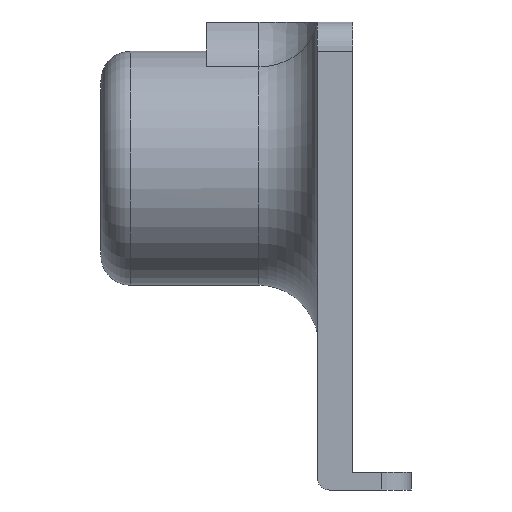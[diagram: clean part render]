
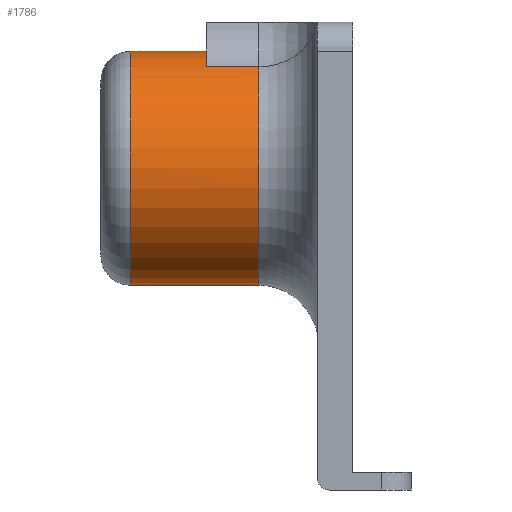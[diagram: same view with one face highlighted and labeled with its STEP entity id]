
A CAD part, left-side view. The second image highlights one B-rep face of the part: STEP entity #1786.
In plain terms, the highlighted cylindrical face has radius 20 mm (diameter 40 mm), a partial arc.
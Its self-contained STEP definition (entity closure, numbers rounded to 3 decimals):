
#49 = DIRECTION ( 'NONE',  ( 0., 1., 0. ) ) ;
#72 = CARTESIAN_POINT ( 'NONE',  ( 50., 6., -45. ) ) ;
#73 = CARTESIAN_POINT ( 'NONE',  ( 50., 6., -5. ) ) ;
#78 = DIRECTION ( 'NONE',  ( 0., 1., 0. ) ) ;
#134 = CARTESIAN_POINT ( 'NONE',  ( 50., 38., -25. ) ) ;
#135 = DIRECTION ( 'NONE',  ( 0., -1., 0. ) ) ;
#136 = DIRECTION ( 'NONE',  ( 0., 0., -1. ) ) ;
#146 = CARTESIAN_POINT ( 'NONE',  ( 50., 16., -25. ) ) ;
#147 = DIRECTION ( 'NONE',  ( 0., 1., 0. ) ) ;
#148 = DIRECTION ( 'NONE',  ( 0., 0., 1. ) ) ;
#298 = CARTESIAN_POINT ( 'NONE',  ( 50., 25., -25. ) ) ;
#299 = DIRECTION ( 'NONE',  ( 0., -1., 0. ) ) ;
#300 = DIRECTION ( 'NONE',  ( 0., 0., 1. ) ) ;
#338 = DIRECTION ( 'NONE',  ( 0., 1., 0. ) ) ;
#339 = CARTESIAN_POINT ( 'NONE',  ( 40.034, 6., -7.66 ) ) ;
#415 = AXIS2_PLACEMENT_3D ( 'NONE', #685, #667, #672 ) ;
#466 = CIRCLE ( 'NONE', #915, 20. ) ;
#480 = CIRCLE ( 'NONE', #1058, 20. ) ;
#488 = CIRCLE ( 'NONE', #1071, 20. ) ;
#526 = LINE ( 'NONE', #73, #531 ) ;
#529 = LINE ( 'NONE', #72, #536 ) ;
#531 = VECTOR ( 'NONE', #49, 1000. ) ;
#536 = VECTOR ( 'NONE', #78, 1000. ) ;
#667 = DIRECTION ( 'NONE',  ( 0., 1., 0. ) ) ;
#672 = DIRECTION ( 'NONE',  ( 0., 0., 1. ) ) ;
#685 = CARTESIAN_POINT ( 'NONE',  ( 50., 6., -25. ) ) ;
#785 = CARTESIAN_POINT ( 'NONE',  ( 40.034, 25., -7.66 ) ) ;
#798 = CARTESIAN_POINT ( 'NONE',  ( 50., 16., -45. ) ) ;
#867 = EDGE_CURVE ( 'NONE', #1172, #1090, #526, .T. ) ;
#868 = EDGE_CURVE ( 'NONE', #1221, #1177, #529, .T. ) ;
#907 = EDGE_CURVE ( 'NONE', #1090, #1177, #480, .T. ) ;
#912 = EDGE_CURVE ( 'NONE', #1221, #1183, #488, .T. ) ;
#915 = AXIS2_PLACEMENT_3D ( 'NONE', #298, #299, #300 ) ;
#975 = EDGE_CURVE ( 'NONE', #1172, #1201, #466, .T. ) ;
#1026 = EDGE_CURVE ( 'NONE', #1183, #1201, #1360, .T. ) ;
#1058 = AXIS2_PLACEMENT_3D ( 'NONE', #134, #135, #136 ) ;
#1071 = AXIS2_PLACEMENT_3D ( 'NONE', #146, #147, #148 ) ;
#1090 = VERTEX_POINT ( 'NONE', #1489 ) ;
#1095 = EDGE_LOOP ( 'NONE', ( #1573, #1549, #1576, #1651, #1684, #1546 ) ) ;
#1172 = VERTEX_POINT ( 'NONE', #1449 ) ;
#1177 = VERTEX_POINT ( 'NONE', #1490 ) ;
#1183 = VERTEX_POINT ( 'NONE', #1473 ) ;
#1201 = VERTEX_POINT ( 'NONE', #785 ) ;
#1221 = VERTEX_POINT ( 'NONE', #798 ) ;
#1301 = VECTOR ( 'NONE', #338, 1000. ) ;
#1360 = LINE ( 'NONE', #339, #1301 ) ;
#1389 = CYLINDRICAL_SURFACE ( 'NONE', #415, 20. ) ;
#1394 = FACE_OUTER_BOUND ( 'NONE', #1095, .T. ) ;
#1449 = CARTESIAN_POINT ( 'NONE',  ( 50., 25., -5. ) ) ;
#1473 = CARTESIAN_POINT ( 'NONE',  ( 40.034, 16., -7.66 ) ) ;
#1489 = CARTESIAN_POINT ( 'NONE',  ( 50., 38., -5. ) ) ;
#1490 = CARTESIAN_POINT ( 'NONE',  ( 50., 38., -45. ) ) ;
#1546 = ORIENTED_EDGE ( 'NONE', *, *, #907, .T. ) ;
#1549 = ORIENTED_EDGE ( 'NONE', *, *, #912, .T. ) ;
#1573 = ORIENTED_EDGE ( 'NONE', *, *, #868, .F. ) ;
#1576 = ORIENTED_EDGE ( 'NONE', *, *, #1026, .T. ) ;
#1651 = ORIENTED_EDGE ( 'NONE', *, *, #975, .F. ) ;
#1684 = ORIENTED_EDGE ( 'NONE', *, *, #867, .T. ) ;
#1786 = ADVANCED_FACE ( 'NONE', ( #1394 ), #1389, .T. ) ;
